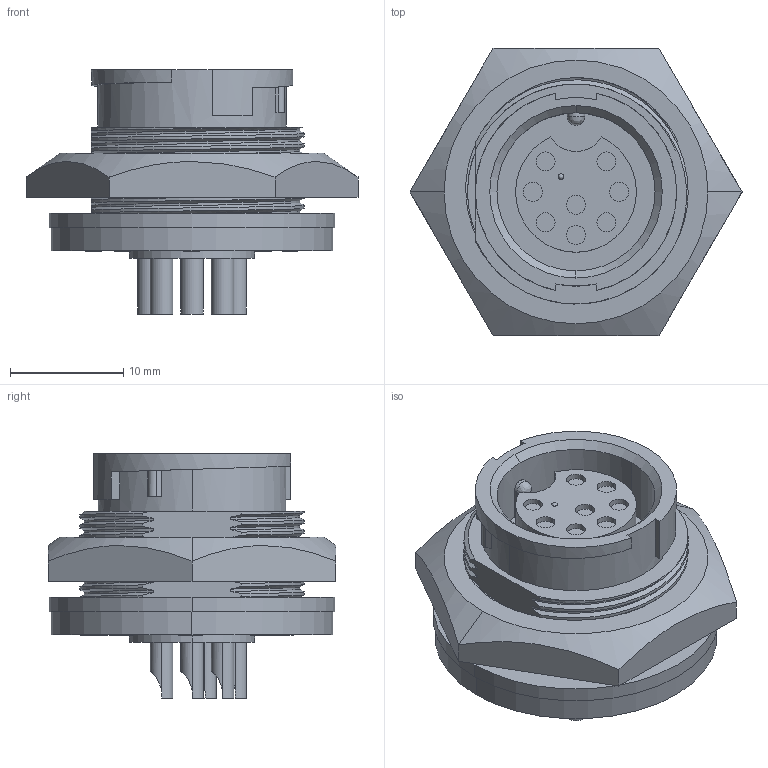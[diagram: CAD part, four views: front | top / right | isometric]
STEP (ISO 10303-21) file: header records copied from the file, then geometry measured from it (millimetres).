
FILE_DESCRIPTION (( 'STEP AP203' ), '1' );
FILE_NAME ('4282-8SG-300.STEP', '2013-03-08T20:16:58', ( 'J0FPBF1' ), ( '' ), 'SwSTEP 2.0', 'SolidWorks 2012', '' );
FILE_SCHEMA (( 'CONFIG_CONTROL_DESIGN' ));
Length unit declared in the file: inch
Products named in the file (1): 4282-8SG-300
Bounding box: 29.33 x 25.4 x 21.64 mm (x, y, z)
Volume: 5523.4 mm3; surface area: 4109.3 mm2
Topology: 2 solids, 2 shells, 311 faces, 812 edges, 538 vertices
Faces by surface type: plane 132, cylinder 92, bspline 83, cone 4
Entity records: 24034 total; most frequent: CARTESIAN_POINT 17091, ORIENTED_EDGE 1620, DIRECTION 1113, EDGE_CURVE 810, VERTEX_POINT 538, VECTOR 427, LINE 427, EDGE_LOOP 348
